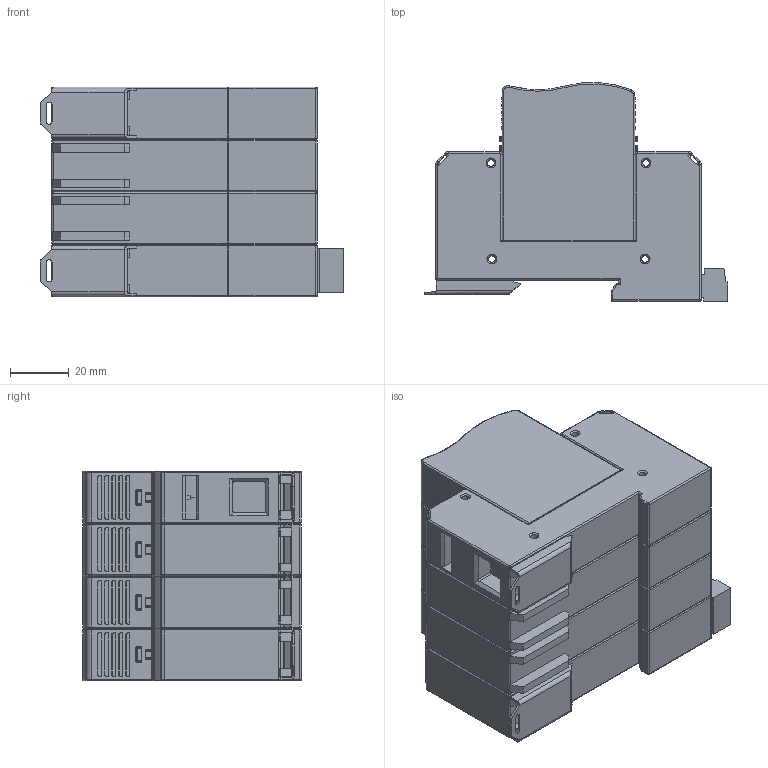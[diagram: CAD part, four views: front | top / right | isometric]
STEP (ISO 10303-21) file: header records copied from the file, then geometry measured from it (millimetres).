
FILE_DESCRIPTION((''),'2;1');
FILE_NAME('ASM0021_ASM','2021-03-01T',('marketing.praksa'),('Audax d.o.o.'),'CREO PARAMETRIC BY PTC INC, 2017480','CREO PARAMETRIC BY PTC INC, 2017480','');
FILE_SCHEMA(('AUTOMOTIVE_DESIGN { 1 0 10303 214 1 1 1 1 }'));
Products named in the file (54): TMP_DWG_65_1_1_1_2_1_2_1_1_1__9; TMP_DWG_65_1_2_1_2_1_2_1_1_1__9; TMP_DWG_65_1_3_1_2_1_2_1_1_1__9; BAZA_1TE_B2S_ZASKOK_19_1_2_2_13; BAZA_1TE_B2S_ZASKOK_19_1_2_3_13; MODUL_OUTER_S_SHAPE_B2S_10_1_17; BAZA_1TE_B2S_ZASKOK_19_1_2_1_18; SCREW_1_1_1_2_1_1; MODULE_WINDOW_1_1_2_1_1; ASM0010_ASM_1_1_2_ASM_1_ASM_1_ASM; TMP_DWG_65_1_1_1_2_1_2_1_1_1_10; TMP_DWG_65_1_2_1_2_1_2_1_1_1_10; TMP_DWG_65_1_3_1_2_1_2_1_1_1_10; BAZA_1TE_B2S_ZASKOK_19_1_2_2_14; BAZA_1TE_B2S_ZASKOK_19_1_2_3_14; MODUL_OUTER_S_SHAPE_B2S_10_1_18; BAZA_1TE_B2S_ZASKOK_19_1_2_1_19; SPONKA_1_1_1_1_1_1_2_3_1_1; SCREW_1_1_1_2_3_1_1; PRT0056_1_1_1_2_3_1_1; MODULE_WINDOW_1_1_2_3_1_1; ASM0010_ASM_1_1_2_3_ASM_1_ASM_1_ASM; ASM0017_ASM_1_ASM_1_ASM; ASM0016_ASM_1_ASM_1_ASM; TMP_DWG_65_1_1_1_2_1_2_1_1_1_11; TMP_DWG_65_1_2_1_2_1_2_1_1_1_11; TMP_DWG_65_1_3_1_2_1_2_1_1_1_11; BAZA_1TE_B2S_ZASKOK_19_1_2_2_15; BAZA_1TE_B2S_ZASKOK_19_1_2_3_15; MODUL_OUTER_S_SHAPE_B2S_10_1_20; BAZA_1TE_B2S_ZASKOK_19_1_2_1_20; SCREW_1_1_1_2_3_4_1; MODULE_WINDOW_1_1_2_3_4_1; ASM0010_ASM_1_1_2_3_4_ASM_1_1_ASM; ASM0019_ASM_1_ASM; TMP_DWG_65_1_1_1_2_1_2_1_1_1_12; TMP_DWG_65_1_2_1_2_1_2_1_1_1_12; TMP_DWG_65_1_3_1_2_1_2_1_1_1_12; BAZA_1TE_B2S_ZASKOK_19_1_2_2_16; BAZA_1TE_B2S_ZASKOK_19_1_2_3_16 ...
Assembly tree (53 placements, depth 6):
  ASM0021_ASM
    ASM0018_ASM_1_ASM
      ASM0016_ASM_1_ASM_1_ASM
        ASM0010_ASM_1_1_2_ASM_1_ASM_1_ASM
          TMP_DWG_65_1_1_1_2_1_2_1_1_1__9
          TMP_DWG_65_1_2_1_2_1_2_1_1_1__9
          TMP_DWG_65_1_3_1_2_1_2_1_1_1__9
          BAZA_1TE_B2S_ZASKOK_19_1_2_2_13
          BAZA_1TE_B2S_ZASKOK_19_1_2_3_13
          MODUL_OUTER_S_SHAPE_B2S_10_1_17
          BAZA_1TE_B2S_ZASKOK_19_1_2_1_18
          SCREW_1_1_1_2_1_1
          MODULE_WINDOW_1_1_2_1_1
        ASM0017_ASM_1_ASM_1_ASM
          ASM0010_ASM_1_1_2_3_ASM_1_ASM_1_ASM
            TMP_DWG_65_1_1_1_2_1_2_1_1_1_10
            TMP_DWG_65_1_2_1_2_1_2_1_1_1_10
            TMP_DWG_65_1_3_1_2_1_2_1_1_1_10
            BAZA_1TE_B2S_ZASKOK_19_1_2_2_14
            BAZA_1TE_B2S_ZASKOK_19_1_2_3_14
            MODUL_OUTER_S_SHAPE_B2S_10_1_18
            BAZA_1TE_B2S_ZASKOK_19_1_2_1_19
            SPONKA_1_1_1_1_1_1_2_3_1_1
            SCREW_1_1_1_2_3_1_1
            PRT0056_1_1_1_2_3_1_1
            MODULE_WINDOW_1_1_2_3_1_1
      ASM0019_ASM_1_ASM
        ASM0010_ASM_1_1_2_3_4_ASM_1_1_ASM
          TMP_DWG_65_1_1_1_2_1_2_1_1_1_11
          TMP_DWG_65_1_2_1_2_1_2_1_1_1_11
          TMP_DWG_65_1_3_1_2_1_2_1_1_1_11
          BAZA_1TE_B2S_ZASKOK_19_1_2_2_15
          BAZA_1TE_B2S_ZASKOK_19_1_2_3_15
          MODUL_OUTER_S_SHAPE_B2S_10_1_20
          BAZA_1TE_B2S_ZASKOK_19_1_2_1_20
          SCREW_1_1_1_2_3_4_1
          MODULE_WINDOW_1_1_2_3_4_1
      ASM0020_ASM_1_ASM
        ASM0010_ASM_1_1_2_3_4_5_ASM_1_ASM
          TMP_DWG_65_1_1_1_2_1_2_1_1_1_12
          TMP_DWG_65_1_2_1_2_1_2_1_1_1_12
          TMP_DWG_65_1_3_1_2_1_2_1_1_1_12
          BAZA_1TE_B2S_ZASKOK_19_1_2_2_16
          BAZA_1TE_B2S_ZASKOK_19_1_2_3_16
          MODUL_OUTER_S_SHAPE_B2S_10_1_21
          BAZA_1TE_B2S_ZASKOK_19_1_2_1_21
          SPONKA_1_1_1_1_1_1_2_3_4_5_1
          SCREW_1_1_1_2_3_4_5_1
          MODULE_WINDOW_1_1_2_3_4_5_1
          ASM0013_ASM_1_1_2_3_4_5_ASM_1_ASM
            RC_1_1_1_1_1_1_1_2_3_4_1
            RC_SCREW_1_1_1_1_1_2_3_4_1
            PRT0017_1_1_1_1_1_2_3_4_1
            PRT0018_1_1_1_1_1_2_3_4_1
Bounding box: 102.9 x 74.14 x 71.2 mm (x, y, z)
Volume: 357966.8 mm3; surface area: 98405.3 mm2
Topology: 43 solids, 43 shells, 2333 faces, 6205 edges, 4027 vertices
Faces by surface type: plane 1327, cylinder 732, torus 106, cone 80, sphere 56, bspline 32
Entity records: 98956 total; most frequent: CARTESIAN_POINT 15142, DIRECTION 12436, ORIENTED_EDGE 12298, PRESENTATION_STYLE_ASSIGNMENT 6192, STYLED_ITEM 6192, CURVE_STYLE 6149, EDGE_CURVE 6149, AXIS2_PLACEMENT_3D 4231
